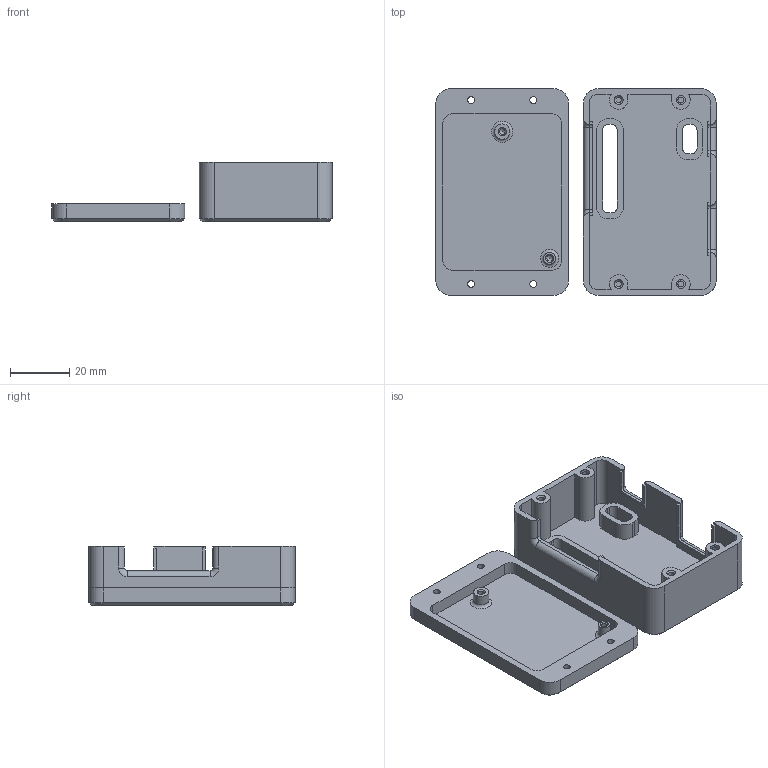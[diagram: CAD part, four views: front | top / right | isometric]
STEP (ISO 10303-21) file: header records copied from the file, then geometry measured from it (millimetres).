
FILE_DESCRIPTION(/* description */ (''),/* implementation_level */ '2;1');
FILE_NAME(/* name */ 'T1NCabinEnclosure.step',/* time_stamp */ '2026-02-17T13:17:41-08:00',/* author */ (''),/* organization */ (''),/* preprocessor_version */ 'ST-DEVELOPER v20.1',/* originating_system */ 'Autodesk Translation Framework v14.24.0.0',/* authorisation */ '');
FILE_SCHEMA (('AUTOMOTIVE_DESIGN { 1 0 10303 214 3 1 1 }'));
Length unit declared in the file: millimetre
Products named in the file (1): T1NCabinEnclosure
Bounding box: 95 x 70 x 20 mm (x, y, z)
Volume: 24632.6 mm3; surface area: 24001.2 mm2
Topology: 2 solids, 2 shells, 1006 faces, 2718 edges, 1792 vertices
Faces by surface type: plane 490, bspline 413, cylinder 67, cone 28, torus 8
Full cylindrical faces by diameter (mm): 2 x6, 2.3 x4, 3.4 x4, 4.1 x1, 5.2 x1
Entity records: 35168 total; most frequent: CARTESIAN_POINT 12536, ORIENTED_EDGE 5432, DIRECTION 3252, EDGE_CURVE 2716, VERTEX_POINT 1792, LINE 1716, VECTOR 1716, EDGE_LOOP 1096
